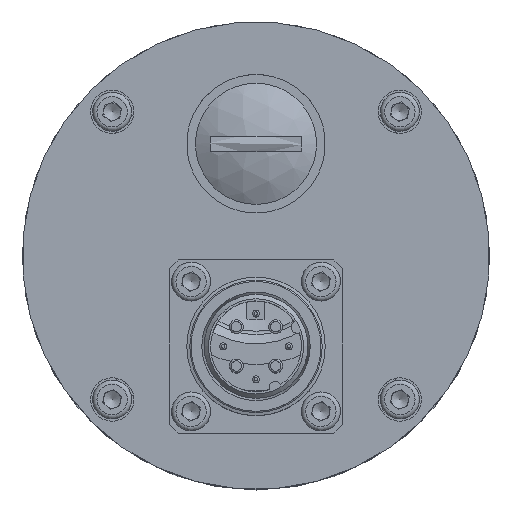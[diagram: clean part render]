
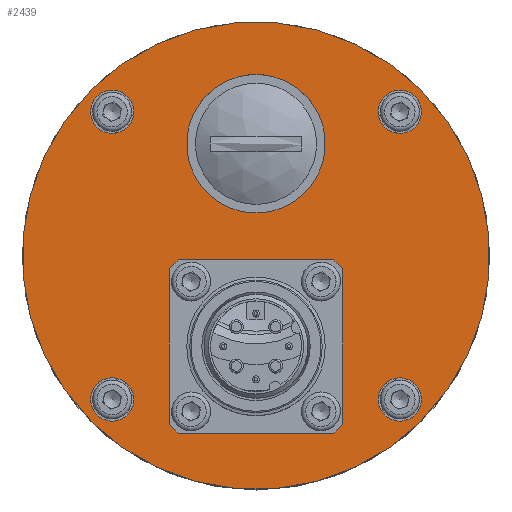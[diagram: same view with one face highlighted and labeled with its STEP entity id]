
A CAD part, top view. The second image highlights one B-rep face of the part: STEP entity #2439.
In plain terms, the highlighted planar face has unit normal (0, 0, 1).
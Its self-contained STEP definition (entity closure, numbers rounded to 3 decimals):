
#31 = CARTESIAN_POINT ( 'NONE',  ( 19.092, 19.092, 32.6 ) ) ;
#142 = CARTESIAN_POINT ( 'NONE',  ( 5.657, 7.263, 32.6 ) ) ;
#151 = EDGE_CURVE ( 'NONE', #2316, #2316, #472, .T. ) ;
#191 = CARTESIAN_POINT ( 'NONE',  ( 8.225, -3.725, 32.6 ) ) ;
#344 = DIRECTION ( 'NONE',  ( 0., 0., 1. ) ) ;
#359 = CARTESIAN_POINT ( 'NONE',  ( 7.5, -3., 32.6 ) ) ;
#472 = CIRCLE ( 'NONE', #4217, 2.5 ) ;
#480 = CARTESIAN_POINT ( 'NONE',  ( 18.385, -18.385, 32.6 ) ) ;
#496 = CIRCLE ( 'NONE', #961, 1.025 ) ;
#563 = EDGE_CURVE ( 'NONE', #2918, #2918, #2890, .T. ) ;
#612 = EDGE_CURVE ( 'NONE', #1965, #1965, #2514, .T. ) ;
#619 = CIRCLE ( 'NONE', #4497, 1.025 ) ;
#624 = AXIS2_PLACEMENT_3D ( 'NONE', #4367, #3062, #903 ) ;
#700 = FACE_BOUND ( 'NONE', #1432, .T. ) ;
#718 = DIRECTION ( 'NONE',  ( 0., 0., 1. ) ) ;
#744 = DIRECTION ( 'NONE',  ( 0.707, -0.707, 0. ) ) ;
#820 = FACE_BOUND ( 'NONE', #2447, .T. ) ;
#826 = DIRECTION ( 'NONE',  ( 0., 0., -1. ) ) ;
#893 = EDGE_CURVE ( 'NONE', #4679, #4679, #988, .T. ) ;
#903 = DIRECTION ( 'NONE',  ( 0.707, -0.707, 0. ) ) ;
#961 = AXIS2_PLACEMENT_3D ( 'NONE', #3380, #1211, #3750 ) ;
#988 = CIRCLE ( 'NONE', #1999, 2.5 ) ;
#1130 = AXIS2_PLACEMENT_3D ( 'NONE', #3882, #1701, #4257 ) ;
#1197 = DIRECTION ( 'NONE',  ( 0., 0., 1. ) ) ;
#1208 = ORIENTED_EDGE ( 'NONE', *, *, #4408, .F. ) ;
#1211 = DIRECTION ( 'NONE',  ( 0., 0., 1. ) ) ;
#1288 = EDGE_CURVE ( 'NONE', #1630, #1630, #2516, .T. ) ;
#1309 = ORIENTED_EDGE ( 'NONE', *, *, #3970, .F. ) ;
#1319 = EDGE_LOOP ( 'NONE', ( #3429 ) ) ;
#1331 = CARTESIAN_POINT ( 'NONE',  ( -6.775, -3.725, 32.6 ) ) ;
#1390 = AXIS2_PLACEMENT_3D ( 'NONE', #1454, #4007, #1812 ) ;
#1432 = EDGE_LOOP ( 'NONE', ( #4537 ) ) ;
#1454 = CARTESIAN_POINT ( 'NONE',  ( 7.5, -18., 32.6 ) ) ;
#1575 = CIRCLE ( 'NONE', #4682, 27. ) ;
#1593 = EDGE_LOOP ( 'NONE', ( #3199 ) ) ;
#1614 = EDGE_CURVE ( 'NONE', #3330, #3330, #3599, .T. ) ;
#1630 = VERTEX_POINT ( 'NONE', #3423 ) ;
#1637 = ORIENTED_EDGE ( 'NONE', *, *, #4371, .F. ) ;
#1648 = DIRECTION ( 'NONE',  ( 0., 0., 1. ) ) ;
#1680 = FACE_BOUND ( 'NONE', #1593, .T. ) ;
#1695 = CARTESIAN_POINT ( 'NONE',  ( -6.775, -18.725, 32.6 ) ) ;
#1701 = DIRECTION ( 'NONE',  ( 0., 0., 1. ) ) ;
#1788 = FACE_BOUND ( 'NONE', #2660, .T. ) ;
#1812 = DIRECTION ( 'NONE',  ( 0.707, -0.707, 0. ) ) ;
#1814 = EDGE_LOOP ( 'NONE', ( #3700 ) ) ;
#1874 = EDGE_LOOP ( 'NONE', ( #3772 ) ) ;
#1891 = FACE_BOUND ( 'NONE', #3999, .T. ) ;
#1898 = CARTESIAN_POINT ( 'NONE',  ( -7.5, -3., 32.6 ) ) ;
#1955 = CARTESIAN_POINT ( 'NONE',  ( -14.849, -18.385, 32.6 ) ) ;
#1961 = VERTEX_POINT ( 'NONE', #1695 ) ;
#1965 = VERTEX_POINT ( 'NONE', #3029 ) ;
#1999 = AXIS2_PLACEMENT_3D ( 'NONE', #3368, #1197, #3740 ) ;
#2037 = CARTESIAN_POINT ( 'NONE',  ( 16.617, 16.617, 32.6 ) ) ;
#2045 = EDGE_LOOP ( 'NONE', ( #3195 ) ) ;
#2190 = VERTEX_POINT ( 'NONE', #4618 ) ;
#2271 = DIRECTION ( 'NONE',  ( 0.707, -0.707, 0. ) ) ;
#2272 = PLANE ( 'NONE',  #4701 ) ;
#2316 = VERTEX_POINT ( 'NONE', #2647 ) ;
#2408 = DIRECTION ( 'NONE',  ( 0.707, -0.707, 0. ) ) ;
#2439 = ADVANCED_FACE ( 'NONE', ( #1891, #3720, #2739, #1788, #820, #4611, #3605, #2623, #1680, #700, #4493 ), #2272, .F. ) ;
#2447 = EDGE_LOOP ( 'NONE', ( #1208 ) ) ;
#2476 = CIRCLE ( 'NONE', #4140, 1.025 ) ;
#2514 = CIRCLE ( 'NONE', #624, 2.5 ) ;
#2516 = CIRCLE ( 'NONE', #1130, 7.6 ) ;
#2532 = CARTESIAN_POINT ( 'NONE',  ( 0., 0., 32.6 ) ) ;
#2623 = FACE_BOUND ( 'NONE', #1814, .T. ) ;
#2647 = CARTESIAN_POINT ( 'NONE',  ( 18.385, 14.849, 32.6 ) ) ;
#2660 = EDGE_LOOP ( 'NONE', ( #1637 ) ) ;
#2735 = AXIS2_PLACEMENT_3D ( 'NONE', #2874, #718, #3261 ) ;
#2739 = FACE_BOUND ( 'NONE', #3360, .T. ) ;
#2874 = CARTESIAN_POINT ( 'NONE',  ( 0., 12.92, 32.6 ) ) ;
#2890 = CIRCLE ( 'NONE', #3901, 2.5 ) ;
#2896 = DIRECTION ( 'NONE',  ( 0.707, -0.707, 0. ) ) ;
#2907 = DIRECTION ( 'NONE',  ( 0., 0., 1. ) ) ;
#2918 = VERTEX_POINT ( 'NONE', #480 ) ;
#3020 = EDGE_CURVE ( 'NONE', #3732, #3732, #1575, .T. ) ;
#3029 = CARTESIAN_POINT ( 'NONE',  ( -14.849, 14.849, 32.6 ) ) ;
#3062 = DIRECTION ( 'NONE',  ( 0., 0., 1. ) ) ;
#3195 = ORIENTED_EDGE ( 'NONE', *, *, #151, .F. ) ;
#3199 = ORIENTED_EDGE ( 'NONE', *, *, #893, .F. ) ;
#3261 = DIRECTION ( 'NONE',  ( 0.707, -0.707, 0. ) ) ;
#3330 = VERTEX_POINT ( 'NONE', #142 ) ;
#3360 = EDGE_LOOP ( 'NONE', ( #1309 ) ) ;
#3365 = DIRECTION ( 'NONE',  ( -0.707, 0.707, 0. ) ) ;
#3368 = CARTESIAN_POINT ( 'NONE',  ( -16.617, -16.617, 32.6 ) ) ;
#3380 = CARTESIAN_POINT ( 'NONE',  ( -7.5, -18., 32.6 ) ) ;
#3385 = VERTEX_POINT ( 'NONE', #191 ) ;
#3387 = ORIENTED_EDGE ( 'NONE', *, *, #3558, .F. ) ;
#3423 = CARTESIAN_POINT ( 'NONE',  ( 5.374, -15.874, 32.6 ) ) ;
#3429 = ORIENTED_EDGE ( 'NONE', *, *, #3020, .T. ) ;
#3445 = CIRCLE ( 'NONE', #1390, 1.025 ) ;
#3558 = EDGE_CURVE ( 'NONE', #3385, #3385, #2476, .T. ) ;
#3599 = CIRCLE ( 'NONE', #2735, 8. ) ;
#3605 = FACE_BOUND ( 'NONE', #1874, .T. ) ;
#3700 = ORIENTED_EDGE ( 'NONE', *, *, #612, .F. ) ;
#3720 = FACE_BOUND ( 'NONE', #4595, .T. ) ;
#3732 = VERTEX_POINT ( 'NONE', #4584 ) ;
#3740 = DIRECTION ( 'NONE',  ( 0.707, -0.707, 0. ) ) ;
#3750 = DIRECTION ( 'NONE',  ( 0.707, -0.707, 0. ) ) ;
#3772 = ORIENTED_EDGE ( 'NONE', *, *, #563, .F. ) ;
#3834 = CARTESIAN_POINT ( 'NONE',  ( 16.617, -16.617, 32.6 ) ) ;
#3854 = ORIENTED_EDGE ( 'NONE', *, *, #1288, .F. ) ;
#3882 = CARTESIAN_POINT ( 'NONE',  ( 0., -10.5, 32.6 ) ) ;
#3901 = AXIS2_PLACEMENT_3D ( 'NONE', #3834, #1648, #4209 ) ;
#3911 = VERTEX_POINT ( 'NONE', #1331 ) ;
#3970 = EDGE_CURVE ( 'NONE', #2190, #2190, #3445, .T. ) ;
#3999 = EDGE_LOOP ( 'NONE', ( #3854 ) ) ;
#4007 = DIRECTION ( 'NONE',  ( 0., 0., 1. ) ) ;
#4140 = AXIS2_PLACEMENT_3D ( 'NONE', #359, #2907, #744 ) ;
#4209 = DIRECTION ( 'NONE',  ( 0.707, -0.707, 0. ) ) ;
#4217 = AXIS2_PLACEMENT_3D ( 'NONE', #2037, #4622, #2408 ) ;
#4257 = DIRECTION ( 'NONE',  ( 0.707, -0.707, 0. ) ) ;
#4367 = CARTESIAN_POINT ( 'NONE',  ( -16.617, 16.617, 32.6 ) ) ;
#4371 = EDGE_CURVE ( 'NONE', #3911, #3911, #619, .T. ) ;
#4408 = EDGE_CURVE ( 'NONE', #1961, #1961, #496, .T. ) ;
#4484 = DIRECTION ( 'NONE',  ( 0., 0., 1. ) ) ;
#4493 = FACE_OUTER_BOUND ( 'NONE', #1319, .T. ) ;
#4497 = AXIS2_PLACEMENT_3D ( 'NONE', #1898, #4484, #2271 ) ;
#4537 = ORIENTED_EDGE ( 'NONE', *, *, #1614, .F. ) ;
#4584 = CARTESIAN_POINT ( 'NONE',  ( 19.092, -19.092, 32.6 ) ) ;
#4595 = EDGE_LOOP ( 'NONE', ( #3387 ) ) ;
#4611 = FACE_BOUND ( 'NONE', #2045, .T. ) ;
#4618 = CARTESIAN_POINT ( 'NONE',  ( 8.225, -18.725, 32.6 ) ) ;
#4622 = DIRECTION ( 'NONE',  ( 0., 0., 1. ) ) ;
#4679 = VERTEX_POINT ( 'NONE', #1955 ) ;
#4682 = AXIS2_PLACEMENT_3D ( 'NONE', #2532, #344, #2896 ) ;
#4701 = AXIS2_PLACEMENT_3D ( 'NONE', #31, #826, #3365 ) ;
